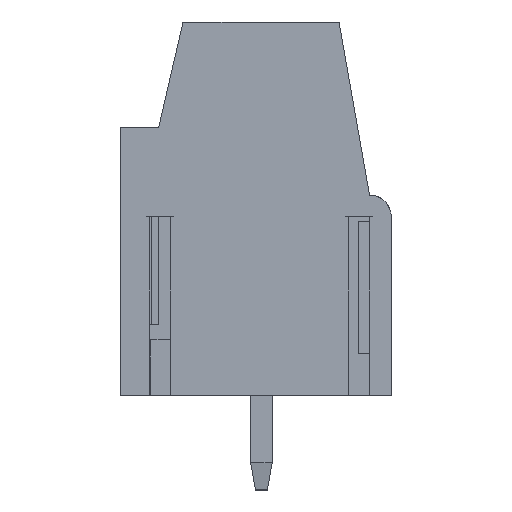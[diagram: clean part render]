
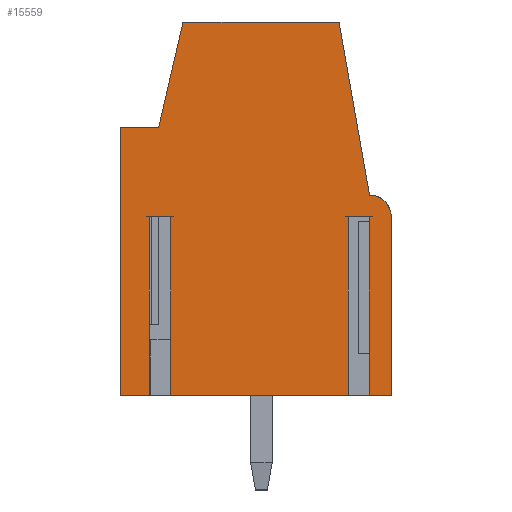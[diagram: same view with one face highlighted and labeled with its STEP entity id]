
A CAD part, left-side view. The second image highlights one B-rep face of the part: STEP entity #15559.
In plain terms, the highlighted planar face has unit normal (-1, 0, 0).
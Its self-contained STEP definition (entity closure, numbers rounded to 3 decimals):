
#15496=AXIS2_PLACEMENT_3D('Plane Axis2P3D',#15493,#15494,#15495) ;
#14471=CARTESIAN_POINT('Vertex',(0.,0.,3.5)) ;
#14474=CARTESIAN_POINT('Line Origine',(0.,0.405,3.5)) ;
#14478=CARTESIAN_POINT('Vertex',(0.,0.81,3.5)) ;
#14499=CARTESIAN_POINT('Vertex',(0.,1.59,3.5)) ;
#14502=CARTESIAN_POINT('Line Origine',(0.,4.875,3.5)) ;
#14506=CARTESIAN_POINT('Vertex',(0.,8.16,3.5)) ;
#14527=CARTESIAN_POINT('Vertex',(0.,8.94,3.5)) ;
#14530=CARTESIAN_POINT('Line Origine',(0.,9.47,3.5)) ;
#14534=CARTESIAN_POINT('Vertex',(0.,10.,3.5)) ;
#14978=CARTESIAN_POINT('Line Origine',(0.,10.,8.45)) ;
#14982=CARTESIAN_POINT('Vertex',(0.,10.,13.4)) ;
#15129=CARTESIAN_POINT('Vertex',(0.,8.6,13.4)) ;
#15132=CARTESIAN_POINT('Line Origine',(0.,8.15,15.35)) ;
#15136=CARTESIAN_POINT('Vertex',(0.,7.7,17.3)) ;
#15167=CARTESIAN_POINT('Line Origine',(0.,4.814,17.3)) ;
#15171=CARTESIAN_POINT('Vertex',(0.,1.928,17.3)) ;
#15234=CARTESIAN_POINT('Line Origine',(0.,1.364,14.1)) ;
#15238=CARTESIAN_POINT('Vertex',(0.,0.8,10.9)) ;
#15266=CARTESIAN_POINT('Control Point',(0.,0.,10.1)) ;
#15267=CARTESIAN_POINT('Control Point',(0.,0.,10.414)) ;
#15268=CARTESIAN_POINT('Control Point',(0.,0.168,10.732)) ;
#15269=CARTESIAN_POINT('Control Point',(0.,0.486,10.9)) ;
#15270=CARTESIAN_POINT('Control Point',(0.,0.8,10.9)) ;
#15271=CARTESIAN_POINT('Vertex',(0.,0.,10.1)) ;
#15300=CARTESIAN_POINT('Line Origine',(0.,0.,6.8)) ;
#15493=CARTESIAN_POINT('Axis2P3D Location',(0.,10.,0.3)) ;
#15498=CARTESIAN_POINT('Line Origine',(0.,1.59,6.8)) ;
#15502=CARTESIAN_POINT('Vertex',(0.,1.59,10.1)) ;
#15505=CARTESIAN_POINT('Line Origine',(0.,1.2,10.1)) ;
#15509=CARTESIAN_POINT('Vertex',(0.,0.81,10.1)) ;
#15512=CARTESIAN_POINT('Line Origine',(0.,0.81,6.8)) ;
#15517=CARTESIAN_POINT('Line Origine',(0.,9.3,13.4)) ;
#15522=CARTESIAN_POINT('Line Origine',(0.,8.94,6.8)) ;
#15526=CARTESIAN_POINT('Vertex',(0.,8.94,10.1)) ;
#15529=CARTESIAN_POINT('Line Origine',(0.,8.55,10.1)) ;
#15533=CARTESIAN_POINT('Vertex',(0.,8.16,10.1)) ;
#15536=CARTESIAN_POINT('Line Origine',(0.,8.16,6.8)) ;
#14475=DIRECTION('Vector Direction',(0.,-1.,0.)) ;
#14503=DIRECTION('Vector Direction',(0.,-1.,0.)) ;
#14531=DIRECTION('Vector Direction',(0.,-1.,0.)) ;
#14979=DIRECTION('Vector Direction',(0.,0.,-1.)) ;
#15133=DIRECTION('Vector Direction',(0.,0.225,-0.974)) ;
#15168=DIRECTION('Vector Direction',(0.,1.,0.)) ;
#15235=DIRECTION('Vector Direction',(0.,0.174,0.985)) ;
#15301=DIRECTION('Vector Direction',(0.,0.,1.)) ;
#15494=DIRECTION('Axis2P3D Direction',(-1.,0.,0.)) ;
#15495=DIRECTION('Axis2P3D XDirection',(0.,1.,0.)) ;
#15499=DIRECTION('Vector Direction',(0.,0.,1.)) ;
#15506=DIRECTION('Vector Direction',(0.,1.,0.)) ;
#15513=DIRECTION('Vector Direction',(0.,0.,1.)) ;
#15518=DIRECTION('Vector Direction',(0.,1.,0.)) ;
#15523=DIRECTION('Vector Direction',(0.,0.,1.)) ;
#15530=DIRECTION('Vector Direction',(0.,1.,0.)) ;
#15537=DIRECTION('Vector Direction',(0.,0.,1.)) ;
#14476=VECTOR('Line Direction',#14475,1.) ;
#14504=VECTOR('Line Direction',#14503,1.) ;
#14532=VECTOR('Line Direction',#14531,1.) ;
#14980=VECTOR('Line Direction',#14979,1.) ;
#15134=VECTOR('Line Direction',#15133,1.) ;
#15169=VECTOR('Line Direction',#15168,1.) ;
#15236=VECTOR('Line Direction',#15235,1.) ;
#15302=VECTOR('Line Direction',#15301,1.) ;
#15500=VECTOR('Line Direction',#15499,1.) ;
#15507=VECTOR('Line Direction',#15506,1.) ;
#15514=VECTOR('Line Direction',#15513,1.) ;
#15519=VECTOR('Line Direction',#15518,1.) ;
#15524=VECTOR('Line Direction',#15523,1.) ;
#15531=VECTOR('Line Direction',#15530,1.) ;
#15538=VECTOR('Line Direction',#15537,1.) ;
#15542=ORIENTED_EDGE('',*,*,#14508,.T.) ;
#15543=ORIENTED_EDGE('',*,*,#15504,.T.) ;
#15544=ORIENTED_EDGE('',*,*,#15511,.F.) ;
#15545=ORIENTED_EDGE('',*,*,#15516,.F.) ;
#15546=ORIENTED_EDGE('',*,*,#14480,.T.) ;
#15547=ORIENTED_EDGE('',*,*,#15304,.T.) ;
#15548=ORIENTED_EDGE('',*,*,#15273,.T.) ;
#15549=ORIENTED_EDGE('',*,*,#15240,.T.) ;
#15550=ORIENTED_EDGE('',*,*,#15173,.T.) ;
#15551=ORIENTED_EDGE('',*,*,#15138,.T.) ;
#15552=ORIENTED_EDGE('',*,*,#15521,.T.) ;
#15553=ORIENTED_EDGE('',*,*,#14984,.T.) ;
#15554=ORIENTED_EDGE('',*,*,#14536,.T.) ;
#15555=ORIENTED_EDGE('',*,*,#15528,.T.) ;
#15556=ORIENTED_EDGE('',*,*,#15535,.F.) ;
#15557=ORIENTED_EDGE('',*,*,#15540,.F.) ;
#15559=ADVANCED_FACE('HOUSING',(#15558),#15497,.T.) ;
#15265=B_SPLINE_CURVE_WITH_KNOTS('',4,(#15266,#15267,#15268,#15269,#15270),.UNSPECIFIED.,.F.,.U.,(5,5),(-0.628,0.628),.UNSPECIFIED.) ;
#14480=EDGE_CURVE('',#14479,#14472,#14477,.T.) ;
#14508=EDGE_CURVE('',#14507,#14500,#14505,.T.) ;
#14536=EDGE_CURVE('',#14535,#14528,#14533,.T.) ;
#14984=EDGE_CURVE('',#14983,#14535,#14981,.T.) ;
#15138=EDGE_CURVE('',#15137,#15130,#15135,.T.) ;
#15173=EDGE_CURVE('',#15172,#15137,#15170,.T.) ;
#15240=EDGE_CURVE('',#15239,#15172,#15237,.T.) ;
#15273=EDGE_CURVE('',#15272,#15239,#15265,.T.) ;
#15304=EDGE_CURVE('',#14472,#15272,#15303,.T.) ;
#15504=EDGE_CURVE('',#14500,#15503,#15501,.T.) ;
#15511=EDGE_CURVE('',#15510,#15503,#15508,.T.) ;
#15516=EDGE_CURVE('',#14479,#15510,#15515,.T.) ;
#15521=EDGE_CURVE('',#15130,#14983,#15520,.T.) ;
#15528=EDGE_CURVE('',#14528,#15527,#15525,.T.) ;
#15535=EDGE_CURVE('',#15534,#15527,#15532,.T.) ;
#15540=EDGE_CURVE('',#14507,#15534,#15539,.T.) ;
#15541=EDGE_LOOP('',(#15542,#15543,#15544,#15545,#15546,#15547,#15548,#15549,#15550,#15551,#15552,#15553,#15554,#15555,#15556,#15557)) ;
#15558=FACE_OUTER_BOUND('',#15541,.T.) ;
#14477=LINE('Line',#14474,#14476) ;
#14505=LINE('Line',#14502,#14504) ;
#14533=LINE('Line',#14530,#14532) ;
#14981=LINE('Line',#14978,#14980) ;
#15135=LINE('Line',#15132,#15134) ;
#15170=LINE('Line',#15167,#15169) ;
#15237=LINE('Line',#15234,#15236) ;
#15303=LINE('Line',#15300,#15302) ;
#15501=LINE('Line',#15498,#15500) ;
#15508=LINE('Line',#15505,#15507) ;
#15515=LINE('Line',#15512,#15514) ;
#15520=LINE('Line',#15517,#15519) ;
#15525=LINE('Line',#15522,#15524) ;
#15532=LINE('Line',#15529,#15531) ;
#15539=LINE('Line',#15536,#15538) ;
#15497=PLANE('',#15496) ;
#14472=VERTEX_POINT('',#14471) ;
#14479=VERTEX_POINT('',#14478) ;
#14500=VERTEX_POINT('',#14499) ;
#14507=VERTEX_POINT('',#14506) ;
#14528=VERTEX_POINT('',#14527) ;
#14535=VERTEX_POINT('',#14534) ;
#14983=VERTEX_POINT('',#14982) ;
#15130=VERTEX_POINT('',#15129) ;
#15137=VERTEX_POINT('',#15136) ;
#15172=VERTEX_POINT('',#15171) ;
#15239=VERTEX_POINT('',#15238) ;
#15272=VERTEX_POINT('',#15271) ;
#15503=VERTEX_POINT('',#15502) ;
#15510=VERTEX_POINT('',#15509) ;
#15527=VERTEX_POINT('',#15526) ;
#15534=VERTEX_POINT('',#15533) ;
